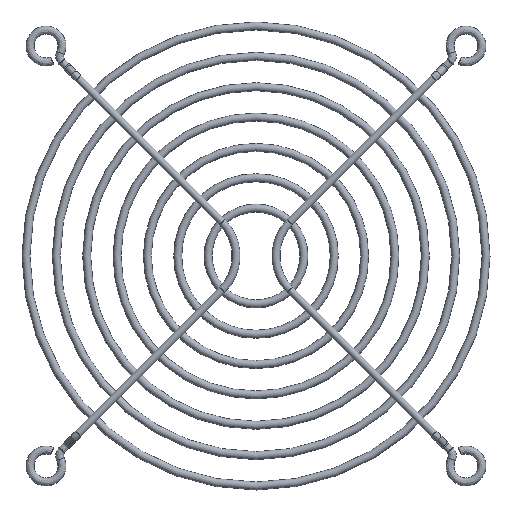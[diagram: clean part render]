
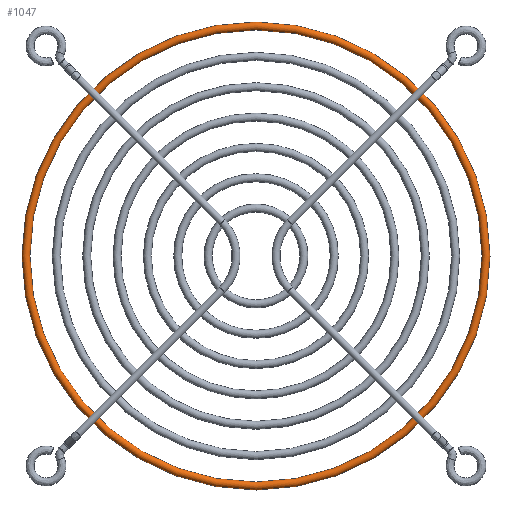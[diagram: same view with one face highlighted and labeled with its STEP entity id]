
A CAD part, front view. The second image highlights one B-rep face of the part: STEP entity #1047.
In plain terms, the highlighted toroidal (fillet/blend) face has major radius 57.6 mm and minor radius 1 mm.
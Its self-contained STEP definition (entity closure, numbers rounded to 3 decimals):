
#173=FACE_OUTER_BOUND('',#230,.T.);
#230=EDGE_LOOP('',(#704,#705,#706,#707));
#293=CIRCLE('',#1139,1.);
#294=CIRCLE('',#1140,56.6);
#387=VERTEX_POINT('',#1571);
#516=EDGE_CURVE('',#387,#387,#293,.T.);
#517=EDGE_CURVE('',#387,#387,#294,.T.);
#704=ORIENTED_EDGE('',*,*,#516,.F.);
#705=ORIENTED_EDGE('',*,*,#517,.T.);
#706=ORIENTED_EDGE('',*,*,#516,.T.);
#707=ORIENTED_EDGE('',*,*,#517,.F.);
#1038=TOROIDAL_SURFACE('',#1138,57.6,1.);
#1047=ADVANCED_FACE('',(#173),#1038,.T.);
#1138=AXIS2_PLACEMENT_3D('',#1570,#1295,#1296);
#1139=AXIS2_PLACEMENT_3D('',#1572,#1297,#1298);
#1140=AXIS2_PLACEMENT_3D('',#1573,#1299,#1300);
#1295=DIRECTION('center_axis',(0.,-1.,0.));
#1296=DIRECTION('ref_axis',(0.,0.,-1.));
#1297=DIRECTION('center_axis',(-1.,0.,0.));
#1298=DIRECTION('ref_axis',(0.,0.,1.));
#1299=DIRECTION('center_axis',(0.,1.,0.));
#1300=DIRECTION('ref_axis',(0.,0.,-1.));
#1570=CARTESIAN_POINT('Origin',(0.,0.,0.));
#1571=CARTESIAN_POINT('',(0.,0.,56.6));
#1572=CARTESIAN_POINT('Origin',(0.,0.,57.6));
#1573=CARTESIAN_POINT('Origin',(0.,0.,0.));
